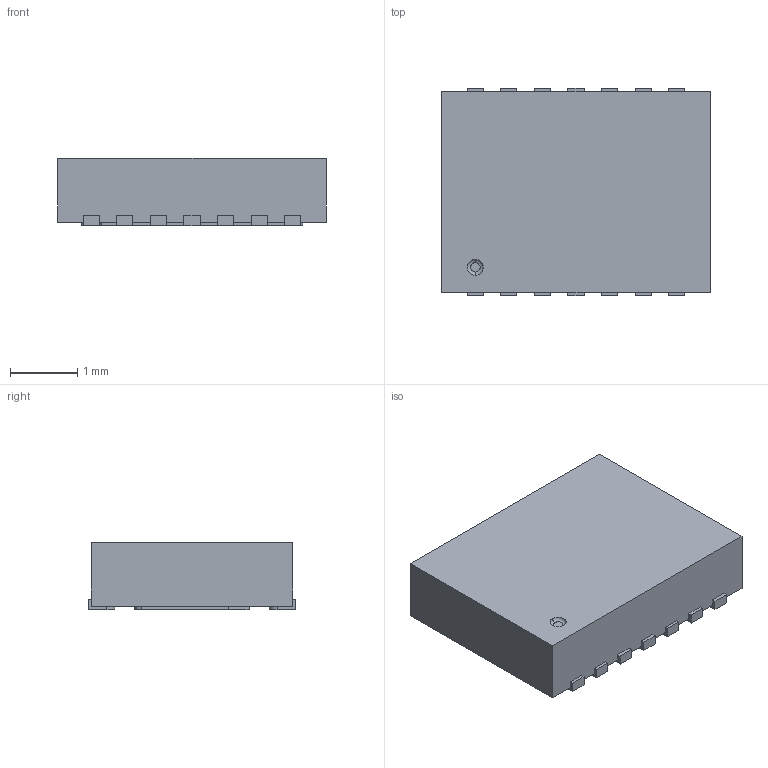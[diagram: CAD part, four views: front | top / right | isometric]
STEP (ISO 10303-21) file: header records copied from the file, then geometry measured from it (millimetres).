
FILE_DESCRIPTION (( 'STEP AP214' ), '1' );
FILE_NAME ( 'SON15P50_400X300X100L40X24T330X170N_Q1.STEP', '2022-06-12T16:52:31', ( '' ), ( '' ), '', '©2017 PCB Libraries, Inc.', '' );
FILE_SCHEMA (( 'AUTOMOTIVE_DESIGN' ));
Length unit declared in the file: millimetre
Products named in the file (1): SON15P50_400X300X100L40X24T330X170N_Q1
Bounding box: 4 x 3.1 x 1 mm (x, y, z)
Volume: 11.8 mm3; surface area: 53.1 mm2
Topology: 16 solids, 16 shells, 145 faces, 336 edges, 224 vertices
Faces by surface type: plane 112, cylinder 31, torus 2
Entity records: 4699 total; most frequent: CARTESIAN_POINT 706, DIRECTION 696, ORIENTED_EDGE 672, EDGE_CURVE 336, VECTOR 268, LINE 268, VERTEX_POINT 224, AXIS2_PLACEMENT_3D 214
